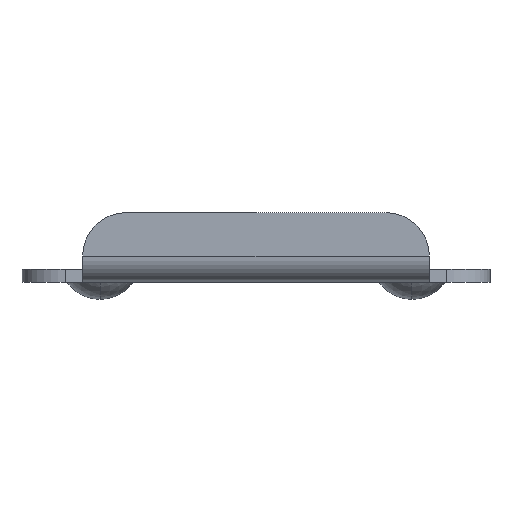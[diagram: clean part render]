
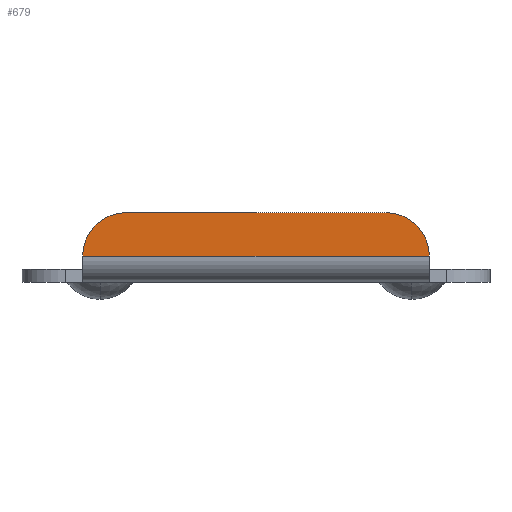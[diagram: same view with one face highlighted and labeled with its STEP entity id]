
A CAD part, front view. The second image highlights one B-rep face of the part: STEP entity #679.
In plain terms, the highlighted planar face has unit normal (0, -1, 0).
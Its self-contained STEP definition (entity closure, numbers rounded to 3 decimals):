
#75 = DIRECTION ( 'NONE',  ( 0., -1., 0. ) ) ;
#178 = EDGE_CURVE ( 'NONE', #2486, #632, #2017, .T. ) ;
#366 = EDGE_CURVE ( 'NONE', #1563, #2236, #2825, .T. ) ;
#455 = ORIENTED_EDGE ( 'NONE', *, *, #178, .T. ) ;
#465 = CARTESIAN_POINT ( 'NONE',  ( 15., -30., 6.5 ) ) ;
#559 = DIRECTION ( 'NONE',  ( -1., 0., 0. ) ) ;
#571 = DIRECTION ( 'NONE',  ( 0., 1., 0. ) ) ;
#632 = VERTEX_POINT ( 'NONE', #1495 ) ;
#679 = ADVANCED_FACE ( 'NONE', ( #811 ), #1069, .F. ) ;
#811 = FACE_OUTER_BOUND ( 'NONE', #2040, .T. ) ;
#888 = ORIENTED_EDGE ( 'NONE', *, *, #1001, .T. ) ;
#952 = CARTESIAN_POINT ( 'NONE',  ( 20., -30., 1.5 ) ) ;
#1001 = EDGE_CURVE ( 'NONE', #632, #2236, #2060, .T. ) ;
#1069 = PLANE ( 'NONE',  #2607 ) ;
#1291 = CARTESIAN_POINT ( 'NONE',  ( 0., -30., 6.5 ) ) ;
#1346 = CIRCLE ( 'NONE', #3113, 5. ) ;
#1424 = ORIENTED_EDGE ( 'NONE', *, *, #366, .F. ) ;
#1495 = CARTESIAN_POINT ( 'NONE',  ( -15., -30., 6.5 ) ) ;
#1512 = ORIENTED_EDGE ( 'NONE', *, *, #2504, .T. ) ;
#1563 = VERTEX_POINT ( 'NONE', #952 ) ;
#1627 = CARTESIAN_POINT ( 'NONE',  ( -20., -30., 1.5 ) ) ;
#1675 = CARTESIAN_POINT ( 'NONE',  ( 15., -30., 1.5 ) ) ;
#1736 = VECTOR ( 'NONE', #2595, 1000. ) ;
#2017 = LINE ( 'NONE', #1291, #2152 ) ;
#2040 = EDGE_LOOP ( 'NONE', ( #455, #888, #1424, #1512 ) ) ;
#2041 = CARTESIAN_POINT ( 'NONE',  ( -15., -30., 1.5 ) ) ;
#2060 = CIRCLE ( 'NONE', #2449, 5. ) ;
#2152 = VECTOR ( 'NONE', #559, 1000. ) ;
#2176 = DIRECTION ( 'NONE',  ( 0., -1., 0. ) ) ;
#2236 = VERTEX_POINT ( 'NONE', #2521 ) ;
#2277 = DIRECTION ( 'NONE',  ( 0., 0., 1. ) ) ;
#2449 = AXIS2_PLACEMENT_3D ( 'NONE', #2041, #75, #2277 ) ;
#2486 = VERTEX_POINT ( 'NONE', #465 ) ;
#2504 = EDGE_CURVE ( 'NONE', #1563, #2486, #1346, .T. ) ;
#2521 = CARTESIAN_POINT ( 'NONE',  ( -20., -30., 1.5 ) ) ;
#2595 = DIRECTION ( 'NONE',  ( -1., 0., 0. ) ) ;
#2607 = AXIS2_PLACEMENT_3D ( 'NONE', #2738, #571, #2680 ) ;
#2680 = DIRECTION ( 'NONE',  ( 0., 0., 1. ) ) ;
#2738 = CARTESIAN_POINT ( 'NONE',  ( 0., -30., 0. ) ) ;
#2825 = LINE ( 'NONE', #1627, #1736 ) ;
#2887 = DIRECTION ( 'NONE',  ( 0., 0., 1. ) ) ;
#3113 = AXIS2_PLACEMENT_3D ( 'NONE', #1675, #2176, #2887 ) ;
